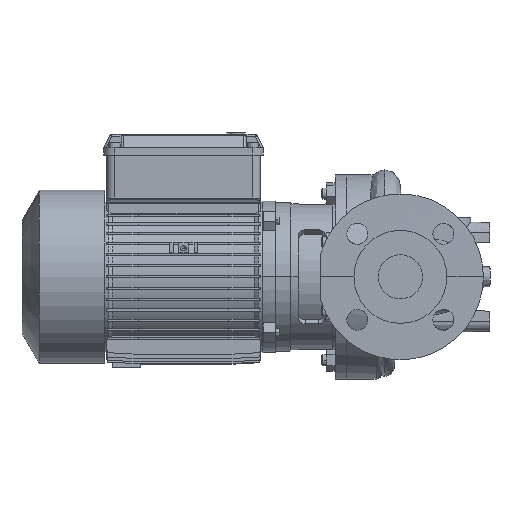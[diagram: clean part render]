
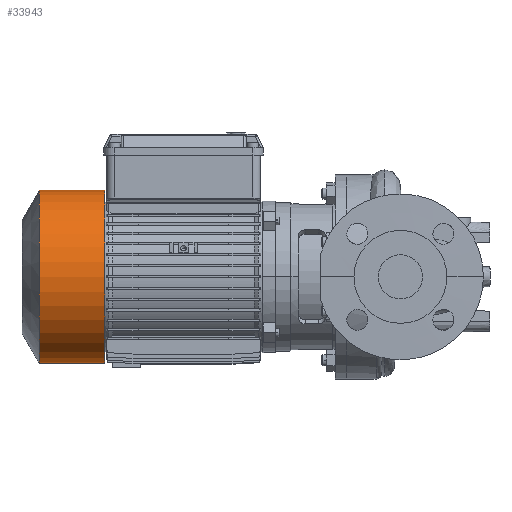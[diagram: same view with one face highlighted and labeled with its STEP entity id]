
A CAD part, left-side view. The second image highlights one B-rep face of the part: STEP entity #33943.
In plain terms, the highlighted cylindrical face has radius 78.3 mm (diameter 156.6 mm), a partial arc.
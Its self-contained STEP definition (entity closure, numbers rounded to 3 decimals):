
#449 = ORIENTED_EDGE ( 'NONE', *, *, #35358, .F. ) ;
#751 = AXIS2_PLACEMENT_3D ( 'NONE', #2852, #35657, #7157 ) ;
#2852 = CARTESIAN_POINT ( 'NONE',  ( 0., 0., -144.8 ) ) ;
#3006 = CARTESIAN_POINT ( 'NONE',  ( 0., -78.3, -144.8 ) ) ;
#5641 = CARTESIAN_POINT ( 'NONE',  ( 0., 78.3, -71. ) ) ;
#7157 = DIRECTION ( 'NONE',  ( 0., -1., 0. ) ) ;
#7809 = CARTESIAN_POINT ( 'NONE',  ( 0., 0., -130.238 ) ) ;
#7883 = VERTEX_POINT ( 'NONE', #49704 ) ;
#13737 = ORIENTED_EDGE ( 'NONE', *, *, #34638, .T. ) ;
#14179 = DIRECTION ( 'NONE',  ( 0., 0., 1. ) ) ;
#18000 = CIRCLE ( 'NONE', #27488, 78.3 ) ;
#22551 = CARTESIAN_POINT ( 'NONE',  ( 0., 0., -71. ) ) ;
#23310 = CYLINDRICAL_SURFACE ( 'NONE', #751, 78.3 ) ;
#23636 = LINE ( 'NONE', #35731, #43672 ) ;
#23659 = DIRECTION ( 'NONE',  ( 0., 0., 1. ) ) ;
#24122 = VERTEX_POINT ( 'NONE', #49795 ) ;
#27338 = FACE_OUTER_BOUND ( 'NONE', #49199, .T. ) ;
#27488 = AXIS2_PLACEMENT_3D ( 'NONE', #22551, #14179, #38132 ) ;
#27519 = CIRCLE ( 'NONE', #30959, 78.3 ) ;
#30959 = AXIS2_PLACEMENT_3D ( 'NONE', #7809, #23659, #44352 ) ;
#31113 = EDGE_CURVE ( 'NONE', #7883, #49750, #23636, .T. ) ;
#33943 = ADVANCED_FACE ( 'NONE', ( #27338 ), #23310, .T. ) ;
#34638 = EDGE_CURVE ( 'NONE', #50772, #24122, #39617, .T. ) ;
#35358 = EDGE_CURVE ( 'NONE', #49750, #24122, #18000, .T. ) ;
#35657 = DIRECTION ( 'NONE',  ( 0., 0., 1. ) ) ;
#35731 = CARTESIAN_POINT ( 'NONE',  ( 0., 78.3, -144.8 ) ) ;
#36012 = VECTOR ( 'NONE', #40421, 1000. ) ;
#38132 = DIRECTION ( 'NONE',  ( 0., -1., 0. ) ) ;
#39617 = LINE ( 'NONE', #3006, #36012 ) ;
#40421 = DIRECTION ( 'NONE',  ( 0., 0., 1. ) ) ;
#43672 = VECTOR ( 'NONE', #44612, 1000. ) ;
#44352 = DIRECTION ( 'NONE',  ( 0., -1., 0. ) ) ;
#44612 = DIRECTION ( 'NONE',  ( 0., 0., 1. ) ) ;
#47476 = ORIENTED_EDGE ( 'NONE', *, *, #31113, .F. ) ;
#49199 = EDGE_LOOP ( 'NONE', ( #47476, #51093, #13737, #449 ) ) ;
#49704 = CARTESIAN_POINT ( 'NONE',  ( 0., 78.3, -130.238 ) ) ;
#49750 = VERTEX_POINT ( 'NONE', #5641 ) ;
#49795 = CARTESIAN_POINT ( 'NONE',  ( 0., -78.3, -71. ) ) ;
#49817 = EDGE_CURVE ( 'NONE', #7883, #50772, #27519, .T. ) ;
#50772 = VERTEX_POINT ( 'NONE', #53044 ) ;
#51093 = ORIENTED_EDGE ( 'NONE', *, *, #49817, .T. ) ;
#53044 = CARTESIAN_POINT ( 'NONE',  ( 0., -78.3, -130.238 ) ) ;
